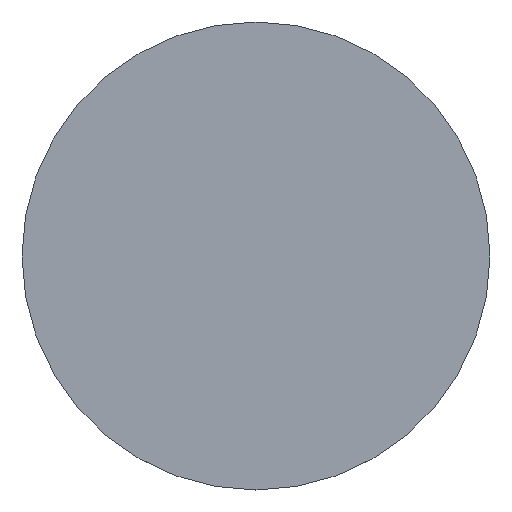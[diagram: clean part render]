
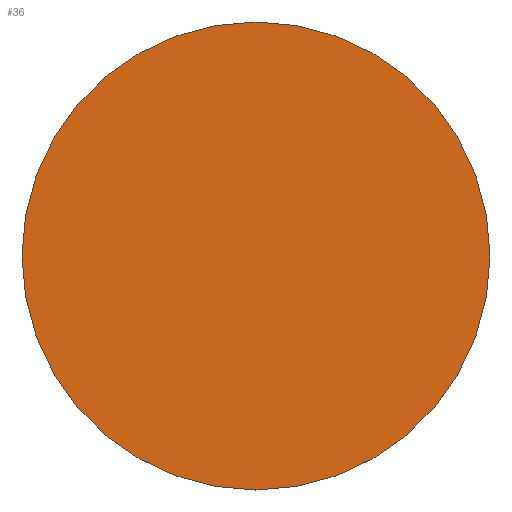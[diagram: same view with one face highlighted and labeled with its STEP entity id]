
A CAD part, top view. The second image highlights one B-rep face of the part: STEP entity #36.
In plain terms, the highlighted planar face has unit normal (0, 0, 1).
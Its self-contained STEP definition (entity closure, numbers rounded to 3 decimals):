
#12 = ORIENTED_EDGE ( 'NONE', *, *, #96, .T. ) ;
#31 = DIRECTION ( 'NONE',  ( 1., 0., 0. ) ) ;
#32 = PLANE ( 'NONE',  #46 ) ;
#33 = ORIENTED_EDGE ( 'NONE', *, *, #118, .T. ) ;
#36 = ADVANCED_FACE ( 'NONE', ( #131 ), #32, .T. ) ;
#39 = DIRECTION ( 'NONE',  ( 0., 0., 1. ) ) ;
#40 = CARTESIAN_POINT ( 'NONE',  ( -15., 0., 0.2 ) ) ;
#46 = AXIS2_PLACEMENT_3D ( 'NONE', #130, #103, #31 ) ;
#60 = EDGE_LOOP ( 'NONE', ( #12, #33 ) ) ;
#68 = CARTESIAN_POINT ( 'NONE',  ( 0., 0., 0.2 ) ) ;
#79 = DIRECTION ( 'NONE',  ( 0., 0., 1. ) ) ;
#80 = DIRECTION ( 'NONE',  ( 1., 0., 0. ) ) ;
#82 = AXIS2_PLACEMENT_3D ( 'NONE', #68, #39, #80 ) ;
#96 = EDGE_CURVE ( 'NONE', #141, #151, #110, .T. ) ;
#98 = DIRECTION ( 'NONE',  ( 1., 0., 0. ) ) ;
#103 = DIRECTION ( 'NONE',  ( 0., 0., 1. ) ) ;
#110 = CIRCLE ( 'NONE', #143, 15. ) ;
#118 = EDGE_CURVE ( 'NONE', #151, #141, #125, .T. ) ;
#125 = CIRCLE ( 'NONE', #82, 15. ) ;
#128 = CARTESIAN_POINT ( 'NONE',  ( 0., 0., 0.2 ) ) ;
#130 = CARTESIAN_POINT ( 'NONE',  ( 0., 0., 0.2 ) ) ;
#131 = FACE_OUTER_BOUND ( 'NONE', #60, .T. ) ;
#141 = VERTEX_POINT ( 'NONE', #40 ) ;
#143 = AXIS2_PLACEMENT_3D ( 'NONE', #128, #79, #98 ) ;
#151 = VERTEX_POINT ( 'NONE', #155 ) ;
#155 = CARTESIAN_POINT ( 'NONE',  ( 15., 0., 0.2 ) ) ;
